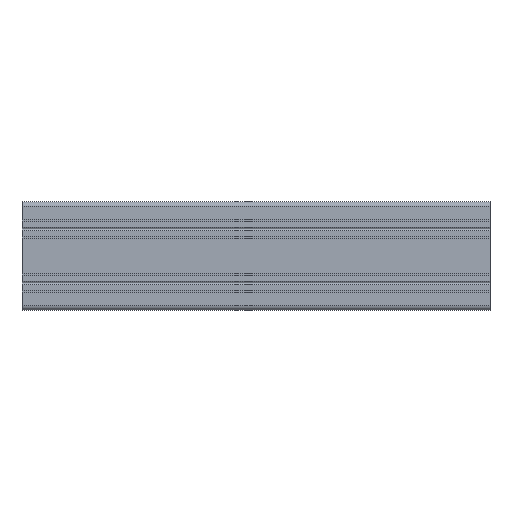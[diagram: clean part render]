
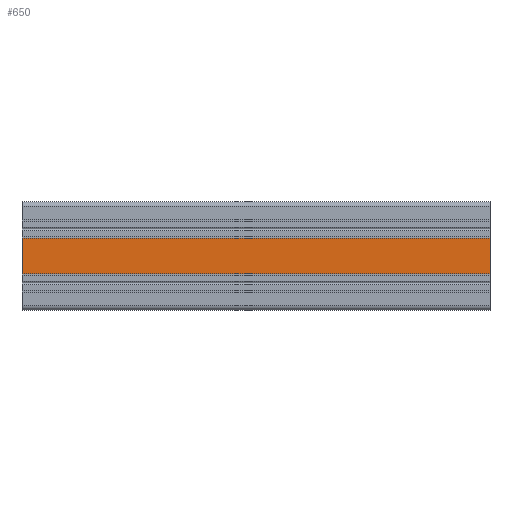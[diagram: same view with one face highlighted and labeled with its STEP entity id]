
A CAD part, top view. The second image highlights one B-rep face of the part: STEP entity #650.
In plain terms, the highlighted planar face has unit normal (0, 0, 1).
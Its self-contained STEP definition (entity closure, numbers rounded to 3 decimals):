
#401 = CARTESIAN_POINT ( 'NONE',  ( 260., -9.9, 15. ) ) ;
#515 = LINE ( 'NONE', #5839, #2089 ) ;
#650 = ADVANCED_FACE ( 'NONE', ( #5952 ), #3535, .F. ) ;
#815 = VECTOR ( 'NONE', #2792, 1000. ) ;
#870 = CARTESIAN_POINT ( 'NONE',  ( 260., 9.9, 15. ) ) ;
#873 = LINE ( 'NONE', #2499, #815 ) ;
#1190 = EDGE_CURVE ( 'NONE', #2190, #2750, #1375, .T. ) ;
#1285 = EDGE_CURVE ( 'NONE', #2190, #4840, #515, .T. ) ;
#1375 = LINE ( 'NONE', #870, #4074 ) ;
#1646 = DIRECTION ( 'NONE',  ( 0., 0., -1. ) ) ;
#2089 = VECTOR ( 'NONE', #4935, 1000. ) ;
#2190 = VERTEX_POINT ( 'NONE', #5511 ) ;
#2238 = LINE ( 'NONE', #4700, #4431 ) ;
#2499 = CARTESIAN_POINT ( 'NONE',  ( 260., -9.9, 15. ) ) ;
#2625 = DIRECTION ( 'NONE',  ( -1., 0., 0. ) ) ;
#2750 = VERTEX_POINT ( 'NONE', #401 ) ;
#2792 = DIRECTION ( 'NONE',  ( -1., 0., 0. ) ) ;
#2876 = EDGE_CURVE ( 'NONE', #2750, #3746, #873, .T. ) ;
#2913 = ORIENTED_EDGE ( 'NONE', *, *, #3097, .T. ) ;
#3064 = ORIENTED_EDGE ( 'NONE', *, *, #2876, .F. ) ;
#3097 = EDGE_CURVE ( 'NONE', #4840, #3746, #2238, .T. ) ;
#3226 = EDGE_LOOP ( 'NONE', ( #2913, #3064, #4210, #3646 ) ) ;
#3293 = DIRECTION ( 'NONE',  ( 0., -1., 0. ) ) ;
#3535 = PLANE ( 'NONE',  #5873 ) ;
#3646 = ORIENTED_EDGE ( 'NONE', *, *, #1285, .T. ) ;
#3746 = VERTEX_POINT ( 'NONE', #5945 ) ;
#4074 = VECTOR ( 'NONE', #3293, 1000. ) ;
#4210 = ORIENTED_EDGE ( 'NONE', *, *, #1190, .F. ) ;
#4431 = VECTOR ( 'NONE', #5200, 1000. ) ;
#4700 = CARTESIAN_POINT ( 'NONE',  ( 0., 9.9, 15. ) ) ;
#4840 = VERTEX_POINT ( 'NONE', #5279 ) ;
#4935 = DIRECTION ( 'NONE',  ( -1., 0., 0. ) ) ;
#5200 = DIRECTION ( 'NONE',  ( 0., -1., 0. ) ) ;
#5279 = CARTESIAN_POINT ( 'NONE',  ( 0., 9.9, 15. ) ) ;
#5454 = CARTESIAN_POINT ( 'NONE',  ( 260., 9.9, 15. ) ) ;
#5511 = CARTESIAN_POINT ( 'NONE',  ( 260., 9.9, 15. ) ) ;
#5839 = CARTESIAN_POINT ( 'NONE',  ( 260., 9.9, 15. ) ) ;
#5873 = AXIS2_PLACEMENT_3D ( 'NONE', #5454, #1646, #2625 ) ;
#5945 = CARTESIAN_POINT ( 'NONE',  ( 0., -9.9, 15. ) ) ;
#5952 = FACE_OUTER_BOUND ( 'NONE', #3226, .T. ) ;
